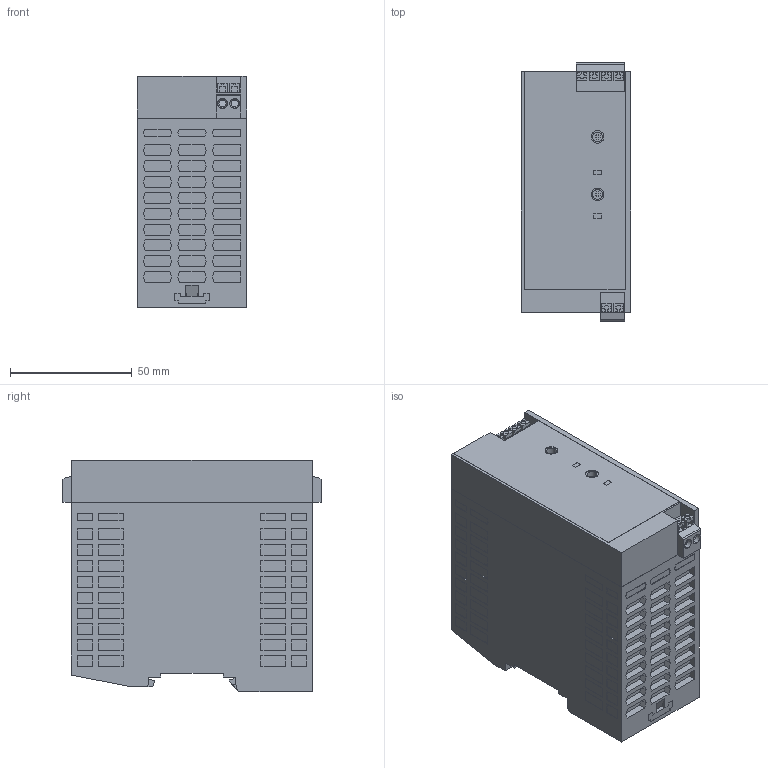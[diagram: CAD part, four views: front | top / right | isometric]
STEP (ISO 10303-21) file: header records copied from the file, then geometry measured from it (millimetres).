
FILE_DESCRIPTION(('Creo Elements/Direct Modeling STEP Export'),'2;1');
FILE_NAME('model.stp','2019-07-29T11:04:56',(''),(''),'Creo Elements/Direct Modeling STEP processor for AP214 (Solid Model)','Creo Elements/Direct Modeling 20.1A 29-Sep-2018 (C) Parametric Technology GmbH','');
FILE_SCHEMA(('AUTOMOTIVE_DESIGN { 1 0 10303 214 1 1 1 1 }'));
Length unit declared in the file: millimetre
Products named in the file (2): QUINT4_PS_1AC_12DC_7.5_PT-select
Assembly tree (1 placements, depth 2):
  QUINT4_PS_1AC_12DC_7.5_PT-select
    QUINT4_PS_1AC_12DC_7.5_PT-select
Bounding box: 45 x 106 x 95 mm (x, y, z)
Volume: 396099.4 mm3; surface area: 42702 mm2
Topology: 1 solids, 1 shells, 1035 faces, 2628 edges, 1732 vertices
Faces by surface type: plane 973, cylinder 32, cone 30
Entity records: 38785 total; most frequent: CARTESIAN_POINT 5528, ORIENTED_EDGE 5256, DIRECTION 4699, EDGE_CURVE 2628, VECTOR 2493, LINE 2493, VERTEX_POINT 1732, EDGE_LOOP 1184
